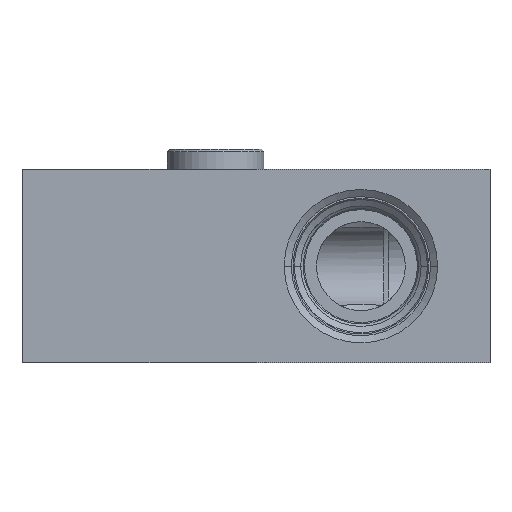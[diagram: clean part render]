
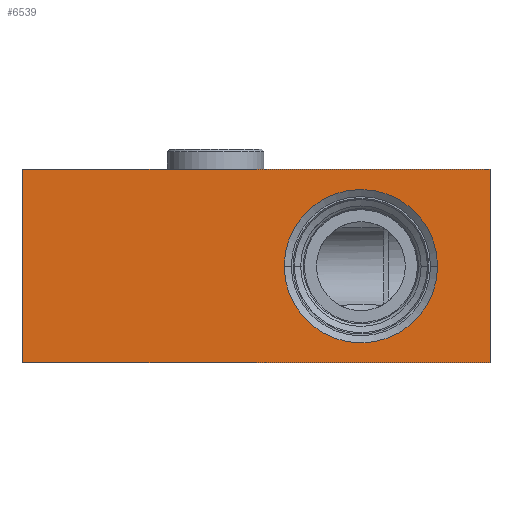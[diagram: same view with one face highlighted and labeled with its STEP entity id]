
A CAD part, front view. The second image highlights one B-rep face of the part: STEP entity #6539.
In plain terms, the highlighted planar face has unit normal (0, -1, 0).
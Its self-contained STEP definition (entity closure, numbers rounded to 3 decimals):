
#39 = VERTEX_POINT ( 'NONE', #1201 ) ;
#135 = VERTEX_POINT ( 'NONE', #10019 ) ;
#280 = ORIENTED_EDGE ( 'NONE', *, *, #6638, .F. ) ;
#463 = CARTESIAN_POINT ( 'NONE',  ( 46.08, -50.6, 19.05 ) ) ;
#556 = PLANE ( 'NONE',  #9719 ) ;
#1120 = VERTEX_POINT ( 'NONE', #463 ) ;
#1201 = CARTESIAN_POINT ( 'NONE',  ( 5.593, -50.6, 0. ) ) ;
#1282 = EDGE_CURVE ( 'NONE', #7828, #39, #6902, .T. ) ;
#1532 = DIRECTION ( 'NONE',  ( 1., 0., 0. ) ) ;
#2047 = ORIENTED_EDGE ( 'NONE', *, *, #3098, .F. ) ;
#2426 = CARTESIAN_POINT ( 'NONE',  ( -46., -50.6, -19.05 ) ) ;
#2579 = LINE ( 'NONE', #9198, #2849 ) ;
#2849 = VECTOR ( 'NONE', #4851, 1000. ) ;
#3098 = EDGE_CURVE ( 'NONE', #6226, #1120, #9955, .T. ) ;
#3495 = DIRECTION ( 'NONE',  ( 0., 0., 1. ) ) ;
#3598 = LINE ( 'NONE', #2426, #5741 ) ;
#3641 = ORIENTED_EDGE ( 'NONE', *, *, #10844, .F. ) ;
#3876 = VECTOR ( 'NONE', #1532, 1000. ) ;
#3887 = ORIENTED_EDGE ( 'NONE', *, *, #1282, .F. ) ;
#3971 = VERTEX_POINT ( 'NONE', #4364 ) ;
#4035 = FACE_BOUND ( 'NONE', #9821, .T. ) ;
#4201 = DIRECTION ( 'NONE',  ( 1., 0., 0. ) ) ;
#4364 = CARTESIAN_POINT ( 'NONE',  ( -46., -50.6, -19.05 ) ) ;
#4746 = DIRECTION ( 'NONE',  ( 0., 1., 0. ) ) ;
#4851 = DIRECTION ( 'NONE',  ( 0., 0., -1. ) ) ;
#5045 = DIRECTION ( 'NONE',  ( 0., 0., -1. ) ) ;
#5386 = EDGE_CURVE ( 'NONE', #6226, #3971, #2579, .T. ) ;
#5741 = VECTOR ( 'NONE', #4201, 1000. ) ;
#5838 = CARTESIAN_POINT ( 'NONE',  ( 46.08, -50.6, 19.05 ) ) ;
#5993 = DIRECTION ( 'NONE',  ( 0., -1., 0. ) ) ;
#6064 = LINE ( 'NONE', #5838, #10241 ) ;
#6226 = VERTEX_POINT ( 'NONE', #10315 ) ;
#6539 = ADVANCED_FACE ( 'NONE', ( #7025, #4035 ), #556, .F. ) ;
#6558 = CARTESIAN_POINT ( 'NONE',  ( -46., -50.6, 19.05 ) ) ;
#6638 = EDGE_CURVE ( 'NONE', #1120, #135, #6064, .T. ) ;
#6902 = CIRCLE ( 'NONE', #8950, 15.087 ) ;
#7025 = FACE_OUTER_BOUND ( 'NONE', #7068, .T. ) ;
#7068 = EDGE_LOOP ( 'NONE', ( #9191, #280, #2047, #8766 ) ) ;
#7436 = CARTESIAN_POINT ( 'NONE',  ( -46., -50.6, 19.05 ) ) ;
#7458 = CARTESIAN_POINT ( 'NONE',  ( 20.68, -50.6, 0. ) ) ;
#7499 = CIRCLE ( 'NONE', #9392, 15.087 ) ;
#7828 = VERTEX_POINT ( 'NONE', #9153 ) ;
#8302 = DIRECTION ( 'NONE',  ( 0., 0., 1. ) ) ;
#8474 = DIRECTION ( 'NONE',  ( 0., 0., 1. ) ) ;
#8605 = CARTESIAN_POINT ( 'NONE',  ( 20.68, -50.6, 0. ) ) ;
#8723 = EDGE_CURVE ( 'NONE', #3971, #135, #3598, .T. ) ;
#8766 = ORIENTED_EDGE ( 'NONE', *, *, #5386, .T. ) ;
#8950 = AXIS2_PLACEMENT_3D ( 'NONE', #7458, #10943, #8474 ) ;
#9153 = CARTESIAN_POINT ( 'NONE',  ( 35.767, -50.6, 0. ) ) ;
#9191 = ORIENTED_EDGE ( 'NONE', *, *, #8723, .T. ) ;
#9198 = CARTESIAN_POINT ( 'NONE',  ( -46., -50.6, 19.05 ) ) ;
#9392 = AXIS2_PLACEMENT_3D ( 'NONE', #8605, #5993, #3495 ) ;
#9719 = AXIS2_PLACEMENT_3D ( 'NONE', #6558, #4746, #8302 ) ;
#9821 = EDGE_LOOP ( 'NONE', ( #3887, #3641 ) ) ;
#9955 = LINE ( 'NONE', #7436, #3876 ) ;
#10019 = CARTESIAN_POINT ( 'NONE',  ( 46.08, -50.6, -19.05 ) ) ;
#10241 = VECTOR ( 'NONE', #5045, 1000. ) ;
#10315 = CARTESIAN_POINT ( 'NONE',  ( -46., -50.6, 19.05 ) ) ;
#10844 = EDGE_CURVE ( 'NONE', #39, #7828, #7499, .T. ) ;
#10943 = DIRECTION ( 'NONE',  ( 0., -1., 0. ) ) ;
